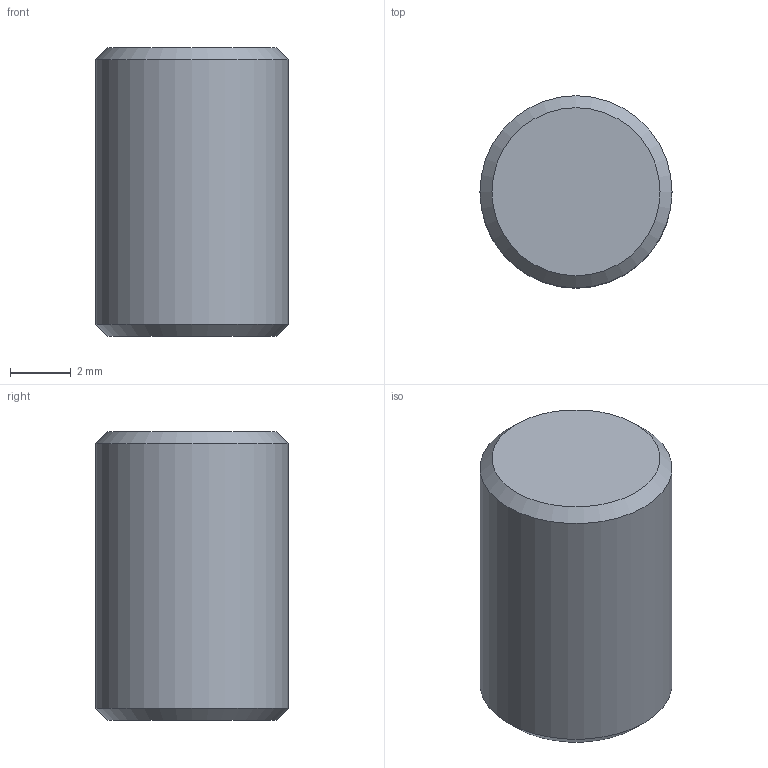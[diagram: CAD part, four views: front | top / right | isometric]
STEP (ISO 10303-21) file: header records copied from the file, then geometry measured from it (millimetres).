
FILE_DESCRIPTION(/* description */ ('ALIGNING SHAFT, 0.25 OD, 0.375 LG'),/* implementation_level */ '2;1');
FILE_NAME(/* name */ 'OH4A3A1-107_ALIGNING SHAFT, 0.25 OD, 0.375 LG_-_V46.step',/* time_stamp */ '2023-05-23T21:58:59-05:00',/* author */ (''),/* organization */ (''),/* preprocessor_version */ 'ST-DEVELOPER v19.2',/* originating_system */ 'Autodesk Translation Framework v12.4.0.73',/* authorisation */ '');
FILE_SCHEMA (('AUTOMOTIVE_DESIGN { 1 0 10303 214 3 1 1 }'));
Length unit declared in the file: inch
Products named in the file (1): OH4A3A1-107
Bounding box: 6.35 x 6.35 x 9.53 mm (x, y, z)
Volume: 298.6 mm3; surface area: 243.7 mm2
Topology: 1 solids, 1 shells, 5 faces, 9 edges, 6 vertices
Faces by surface type: cone 2, plane 2, cylinder 1
Full cylindrical faces by diameter (mm): 6.35 x1
Entity records: 164 total; most frequent: DIRECTION 27, CARTESIAN_POINT 21, ORIENTED_EDGE 18, AXIS2_PLACEMENT_3D 12, EDGE_CURVE 9, CIRCLE 6, VERTEX_POINT 6, FACE_OUTER_BOUND 5
